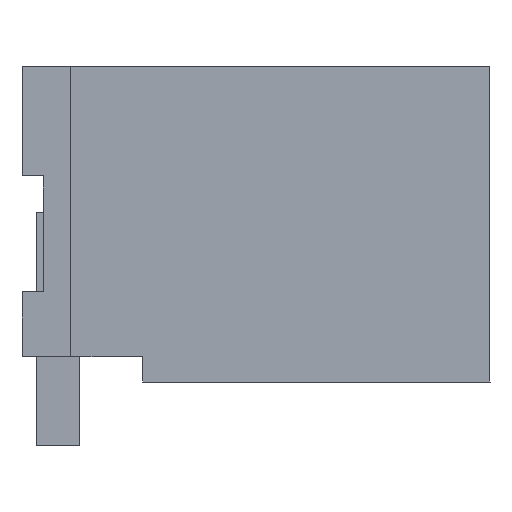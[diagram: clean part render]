
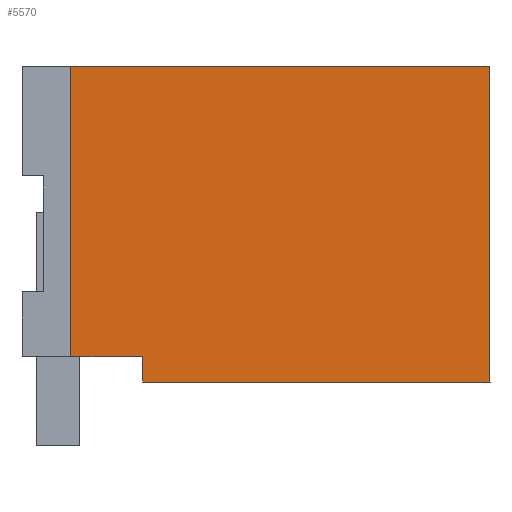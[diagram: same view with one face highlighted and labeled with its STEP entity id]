
A CAD part, left-side view. The second image highlights one B-rep face of the part: STEP entity #5570.
In plain terms, the highlighted planar face has unit normal (-1, 0, 0).
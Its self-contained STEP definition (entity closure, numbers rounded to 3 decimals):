
#5548=AXIS2_PLACEMENT_3D('Plane Axis2P3D',#5545,#5546,#5547) ;
#926=CARTESIAN_POINT('Vertex',(0.,8.2,2.1)) ;
#929=CARTESIAN_POINT('Line Origine',(0.,9.05,2.1)) ;
#933=CARTESIAN_POINT('Vertex',(0.,9.9,2.1)) ;
#1162=CARTESIAN_POINT('Line Origine',(0.,9.9,5.525)) ;
#1166=CARTESIAN_POINT('Vertex',(0.,9.9,8.95)) ;
#1754=CARTESIAN_POINT('Line Origine',(0.,4.95,8.95)) ;
#1758=CARTESIAN_POINT('Vertex',(0.,0.,8.95)) ;
#5529=CARTESIAN_POINT('Vertex',(0.,8.2,1.5)) ;
#5532=CARTESIAN_POINT('Line Origine',(0.,8.2,1.8)) ;
#5545=CARTESIAN_POINT('Axis2P3D Location',(0.,11.05,-1.55)) ;
#5550=CARTESIAN_POINT('Line Origine',(0.,4.1,1.5)) ;
#5554=CARTESIAN_POINT('Vertex',(0.,0.,1.5)) ;
#5557=CARTESIAN_POINT('Line Origine',(0.,0.,5.225)) ;
#930=DIRECTION('Vector Direction',(0.,-1.,0.)) ;
#1163=DIRECTION('Vector Direction',(0.,0.,-1.)) ;
#1755=DIRECTION('Vector Direction',(0.,1.,0.)) ;
#5533=DIRECTION('Vector Direction',(0.,0.,1.)) ;
#5546=DIRECTION('Axis2P3D Direction',(-1.,0.,0.)) ;
#5547=DIRECTION('Axis2P3D XDirection',(0.,-1.,0.)) ;
#5551=DIRECTION('Vector Direction',(0.,1.,0.)) ;
#5558=DIRECTION('Vector Direction',(0.,0.,-1.)) ;
#931=VECTOR('Line Direction',#930,1.) ;
#1164=VECTOR('Line Direction',#1163,1.) ;
#1756=VECTOR('Line Direction',#1755,1.) ;
#5534=VECTOR('Line Direction',#5533,1.) ;
#5552=VECTOR('Line Direction',#5551,1.) ;
#5559=VECTOR('Line Direction',#5558,1.) ;
#5563=ORIENTED_EDGE('',*,*,#935,.T.) ;
#5564=ORIENTED_EDGE('',*,*,#5536,.F.) ;
#5565=ORIENTED_EDGE('',*,*,#5556,.T.) ;
#5566=ORIENTED_EDGE('',*,*,#5561,.T.) ;
#5567=ORIENTED_EDGE('',*,*,#1760,.T.) ;
#5568=ORIENTED_EDGE('',*,*,#1168,.T.) ;
#5570=ADVANCED_FACE('HOUSING',(#5569),#5549,.T.) ;
#935=EDGE_CURVE('',#934,#927,#932,.T.) ;
#1168=EDGE_CURVE('',#1167,#934,#1165,.T.) ;
#1760=EDGE_CURVE('',#1759,#1167,#1757,.T.) ;
#5536=EDGE_CURVE('',#5530,#927,#5535,.T.) ;
#5556=EDGE_CURVE('',#5530,#5555,#5553,.F.) ;
#5561=EDGE_CURVE('',#5555,#1759,#5560,.F.) ;
#5562=EDGE_LOOP('',(#5563,#5564,#5565,#5566,#5567,#5568)) ;
#5569=FACE_OUTER_BOUND('',#5562,.T.) ;
#932=LINE('Line',#929,#931) ;
#1165=LINE('Line',#1162,#1164) ;
#1757=LINE('Line',#1754,#1756) ;
#5535=LINE('Line',#5532,#5534) ;
#5553=LINE('Line',#5550,#5552) ;
#5560=LINE('Line',#5557,#5559) ;
#5549=PLANE('',#5548) ;
#927=VERTEX_POINT('',#926) ;
#934=VERTEX_POINT('',#933) ;
#1167=VERTEX_POINT('',#1166) ;
#1759=VERTEX_POINT('',#1758) ;
#5530=VERTEX_POINT('',#5529) ;
#5555=VERTEX_POINT('',#5554) ;
